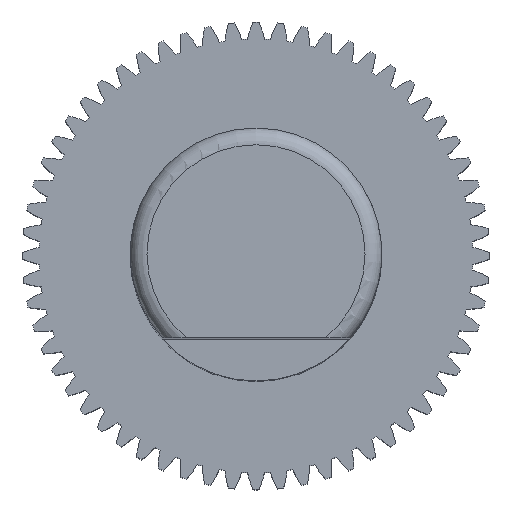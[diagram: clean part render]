
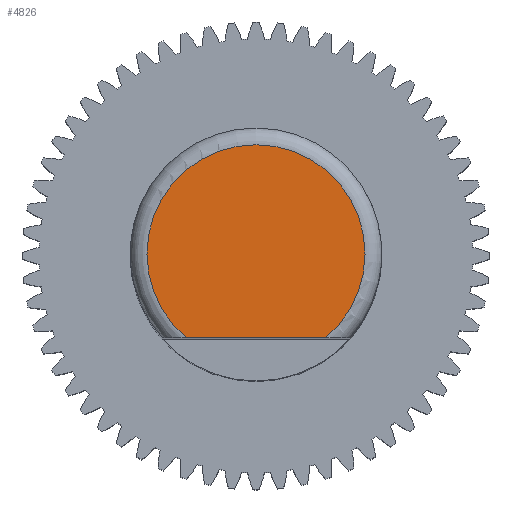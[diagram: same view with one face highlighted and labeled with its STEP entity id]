
A CAD part, top view. The second image highlights one B-rep face of the part: STEP entity #4826.
In plain terms, the highlighted planar face has unit normal (0, 0, 1).
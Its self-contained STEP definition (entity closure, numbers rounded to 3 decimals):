
#39=PLANE('',#5594);
#296=FACE_OUTER_BOUND('',#559,.T.);
#559=EDGE_LOOP('',(#4310,#4311));
#813=LINE('',#8892,#1066);
#1066=VECTOR('',#7345,1.661);
#1562=CIRCLE('',#5595,1.3);
#2062=VERTEX_POINT('',#8880);
#2063=VERTEX_POINT('',#8891);
#2812=EDGE_CURVE('',#2062,#2063,#813,.T.);
#2816=EDGE_CURVE('',#2062,#2063,#1562,.F.);
#4310=ORIENTED_EDGE('',*,*,#2816,.T.);
#4311=ORIENTED_EDGE('',*,*,#2812,.F.);
#4826=ADVANCED_FACE('',(#296),#39,.T.);
#5594=AXIS2_PLACEMENT_3D('',#8908,#7351,#7352);
#5595=AXIS2_PLACEMENT_3D('',#8909,#7353,#7354);
#7345=DIRECTION('',(-1.,0.,0.));
#7351=DIRECTION('center_axis',(0.,0.,1.));
#7352=DIRECTION('ref_axis',(1.,0.,0.));
#7353=DIRECTION('center_axis',(0.,0.,
-1.));
#7354=DIRECTION('ref_axis',(-1.,0.,0.));
#8880=CARTESIAN_POINT('',(0.831,-1.,16.2));
#8891=CARTESIAN_POINT('',(-0.831,-1.,16.2));
#8892=CARTESIAN_POINT('',(0.831,-1.,16.2));
#8908=CARTESIAN_POINT('Origin',(-1.543,-1.01,16.2));
#8909=CARTESIAN_POINT('Origin',(0.,0.,
16.2));
